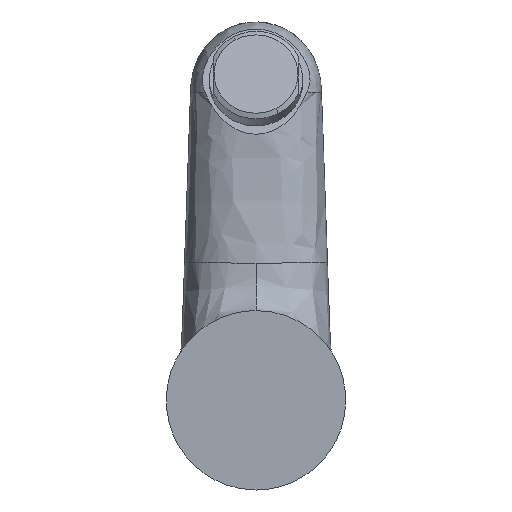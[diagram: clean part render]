
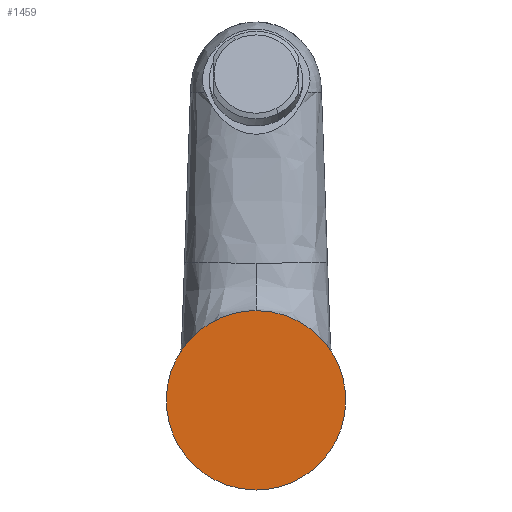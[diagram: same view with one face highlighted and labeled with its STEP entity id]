
A CAD part, front view. The second image highlights one B-rep face of the part: STEP entity #1459.
In plain terms, the highlighted planar face has unit normal (0, -1, 0).
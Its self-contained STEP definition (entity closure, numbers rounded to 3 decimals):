
#155 = FACE_OUTER_BOUND ( 'NONE', #441, .T. ) ;
#251 = CARTESIAN_POINT ( 'NONE',  ( 12.862, 0., 19.246 ) ) ;
#364 = DIRECTION ( 'NONE',  ( 0., -1., 0. ) ) ;
#441 = EDGE_LOOP ( 'NONE', ( #3856, #3219 ) ) ;
#591 = CARTESIAN_POINT ( 'NONE',  ( -21.388, 0., 8.854 ) ) ;
#742 = CARTESIAN_POINT ( 'NONE',  ( 21.388, 0., -8.854 ) ) ;
#756 = CARTESIAN_POINT ( 'NONE',  ( 28.84, 0., -28.663 ) ) ;
#986 = CARTESIAN_POINT ( 'NONE',  ( -22.704, 0., 4.513 ) ) ;
#1016 = CARTESIAN_POINT ( 'NONE',  ( -8.854, 0., -21.388 ) ) ;
#1058 = CARTESIAN_POINT ( 'NONE',  ( 0., 0., 23. ) ) ;
#1128 = CARTESIAN_POINT ( 'NONE',  ( 16.368, 0., 16.369 ) ) ;
#1165 = CARTESIAN_POINT ( 'NONE',  ( 4.507, 0., -22.705 ) ) ;
#1188 = CARTESIAN_POINT ( 'NONE',  ( 23.148, 0., 0.001 ) ) ;
#1334 = EDGE_CURVE ( 'NONE', #4265, #5595, #4436, .T. ) ;
#1459 = ADVANCED_FACE ( 'NONE', ( #155 ), #2479, .T. ) ;
#1470 = CARTESIAN_POINT ( 'NONE',  ( -16.369, 0., 16.368 ) ) ;
#1486 = CARTESIAN_POINT ( 'NONE',  ( 0., 0., -23. ) ) ;
#1564 = CARTESIAN_POINT ( 'NONE',  ( 0., 0., 23. ) ) ;
#1626 = CARTESIAN_POINT ( 'NONE',  ( 8.854, 0., 21.388 ) ) ;
#1644 = CARTESIAN_POINT ( 'NONE',  ( 21.388, 0., 8.856 ) ) ;
#1839 = CARTESIAN_POINT ( 'NONE',  ( -1.503, 0., -23. ) ) ;
#1854 = CARTESIAN_POINT ( 'NONE',  ( -23.148, 0., -0.001 ) ) ;
#1891 = CARTESIAN_POINT ( 'NONE',  ( -22.705, 0., -4.507 ) ) ;
#1904 = CARTESIAN_POINT ( 'NONE',  ( -16.368, 0., -16.369 ) ) ;
#2027 = CARTESIAN_POINT ( 'NONE',  ( 16.369, 0., -16.368 ) ) ;
#2046 = CARTESIAN_POINT ( 'NONE',  ( 19.246, 0., -12.862 ) ) ;
#2479 = PLANE ( 'NONE',  #4751 ) ;
#2578 = CARTESIAN_POINT ( 'NONE',  ( 0., 0., -23. ) ) ;
#2728 = CARTESIAN_POINT ( 'NONE',  ( -4.513, 0., -22.704 ) ) ;
#2763 = CARTESIAN_POINT ( 'NONE',  ( -8.856, 0., 21.388 ) ) ;
#2980 = DIRECTION ( 'NONE',  ( 0., 0., -1. ) ) ;
#3219 = ORIENTED_EDGE ( 'NONE', *, *, #5605, .F. ) ;
#3220 = B_SPLINE_CURVE_WITH_KNOTS ( 'NONE', 3,
 ( #1564, #4247, #3806, #1626, #251, #1128, #4685, #1644, #4185, #1188, #4620, #742, #2046, #2027, #5548, #4228, #1165, #4269, #3338 ),
 .UNSPECIFIED., .F., .F.,
 ( 4, 1, 1, 1, 1, 1, 1, 1, 1, 1, 1, 1, 1, 1, 1, 1, 4 ),
 ( 0., 0.004, 0.009, 0.013, 0.018, 0.022, 0.027, 0.031, 0.036, 0.04, 0.045, 0.049, 0.054, 0.058, 0.063, 0.067, 0.072 ),
 .UNSPECIFIED. ) ;
#3338 = CARTESIAN_POINT ( 'NONE',  ( 0., 0., -23. ) ) ;
#3648 = CARTESIAN_POINT ( 'NONE',  ( -19.248, 0., -12.86 ) ) ;
#3664 = CARTESIAN_POINT ( 'NONE',  ( 0., 0., 23. ) ) ;
#3806 = CARTESIAN_POINT ( 'NONE',  ( 4.513, 0., 22.704 ) ) ;
#3856 = ORIENTED_EDGE ( 'NONE', *, *, #1334, .F. ) ;
#4039 = CARTESIAN_POINT ( 'NONE',  ( -12.86, 0., 19.248 ) ) ;
#4072 = CARTESIAN_POINT ( 'NONE',  ( -21.388, 0., -8.856 ) ) ;
#4185 = CARTESIAN_POINT ( 'NONE',  ( 22.705, 0., 4.507 ) ) ;
#4228 = CARTESIAN_POINT ( 'NONE',  ( 8.856, 0., -21.388 ) ) ;
#4247 = CARTESIAN_POINT ( 'NONE',  ( 1.503, 0., 23. ) ) ;
#4265 = VERTEX_POINT ( 'NONE', #2578 ) ;
#4269 = CARTESIAN_POINT ( 'NONE',  ( 1.503, 0., -23. ) ) ;
#4436 = B_SPLINE_CURVE_WITH_KNOTS ( 'NONE', 3,
 ( #1486, #1839, #2728, #1016, #4482, #1904, #3648, #4072, #1891, #1854, #986, #591, #5357, #1470, #4039, #2763, #4971, #4917, #3664 ),
 .UNSPECIFIED., .F., .F.,
 ( 4, 1, 1, 1, 1, 1, 1, 1, 1, 1, 1, 1, 1, 1, 1, 1, 4 ),
 ( 0., 0.004, 0.009, 0.013, 0.018, 0.022, 0.027, 0.031, 0.036, 0.04, 0.045, 0.049, 0.054, 0.058, 0.063, 0.067, 0.072 ),
 .UNSPECIFIED. ) ;
#4482 = CARTESIAN_POINT ( 'NONE',  ( -12.862, 0., -19.246 ) ) ;
#4620 = CARTESIAN_POINT ( 'NONE',  ( 22.704, 0., -4.513 ) ) ;
#4685 = CARTESIAN_POINT ( 'NONE',  ( 19.248, 0., 12.86 ) ) ;
#4751 = AXIS2_PLACEMENT_3D ( 'NONE', #756, #364, #2980 ) ;
#4917 = CARTESIAN_POINT ( 'NONE',  ( -1.503, 0., 23. ) ) ;
#4971 = CARTESIAN_POINT ( 'NONE',  ( -4.507, 0., 22.705 ) ) ;
#5357 = CARTESIAN_POINT ( 'NONE',  ( -19.246, 0., 12.862 ) ) ;
#5548 = CARTESIAN_POINT ( 'NONE',  ( 12.86, 0., -19.248 ) ) ;
#5595 = VERTEX_POINT ( 'NONE', #1058 ) ;
#5605 = EDGE_CURVE ( 'NONE', #5595, #4265, #3220, .T. ) ;
